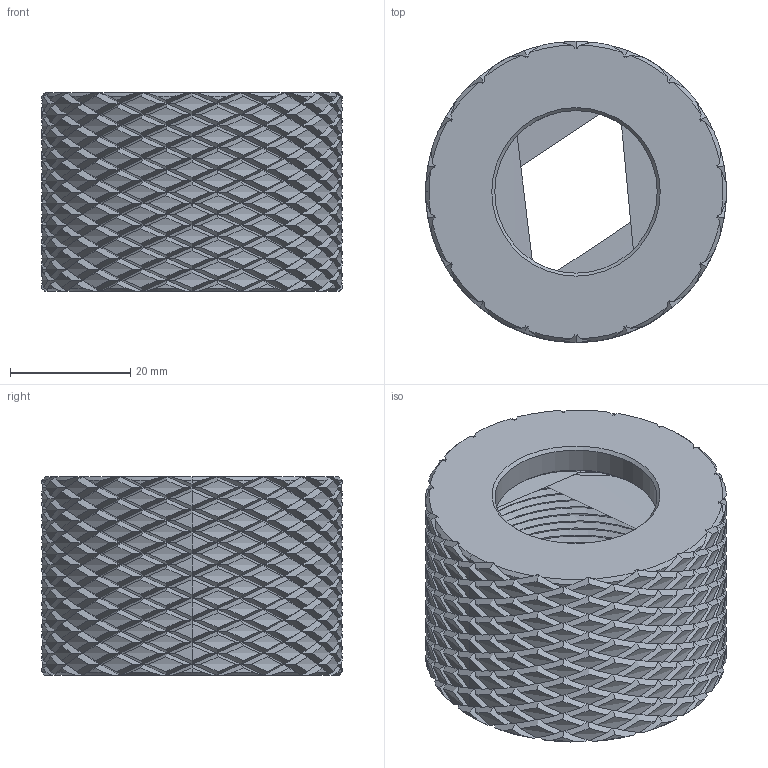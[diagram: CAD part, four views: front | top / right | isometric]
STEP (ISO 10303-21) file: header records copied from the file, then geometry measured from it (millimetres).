
FILE_DESCRIPTION(('HOOPS Exchange Step'),'2;1');
FILE_NAME('temp_export','2023-02-08T10:07:39+01:00',('andre'),('Shapr3D Limited'),'HOOPS Exchange 2022.2','Shapr3D','Authorized');
FILE_SCHEMA( ('AUTOMOTIVE_DESIGN { 1 0 10303 214 1 1 1 1 }') );
Length unit declared in the file: millimetre
Products named in the file (1): root
Bounding box: 50 x 50 x 33 mm (x, y, z)
Volume: 26284.6 mm3; surface area: 16839.9 mm2
Topology: 1 solids, 1 shells, 1694 faces, 3452 edges, 1761 vertices
Faces by surface type: bspline 1298, cylinder 353, cone 40, plane 3
Full cylindrical faces by diameter (mm): 27 x1
Entity records: 53504 total; most frequent: CARTESIAN_POINT 32827, ORIENTED_EDGE 6904, EDGE_CURVE 3452, VERTEX_POINT 1761, EDGE_LOOP 1697, FACE_BOUND 1697, ADVANCED_FACE 1694, B_SPLINE_CURVE_WITH_KNOTS 1372
